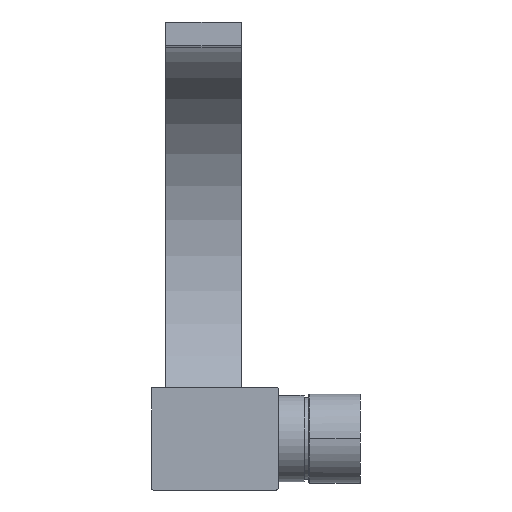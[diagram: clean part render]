
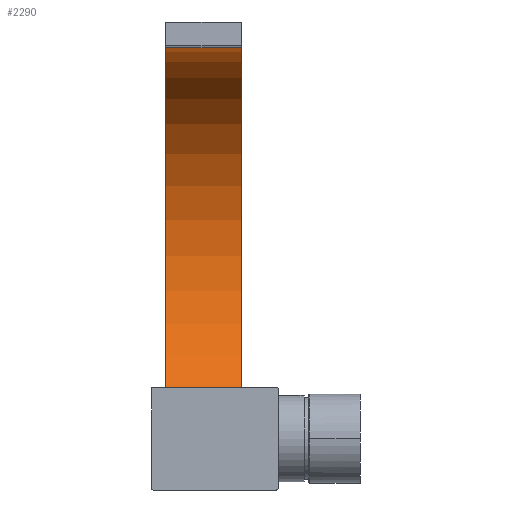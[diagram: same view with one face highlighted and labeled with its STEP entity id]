
A CAD part, front view. The second image highlights one B-rep face of the part: STEP entity #2290.
In plain terms, the highlighted cylindrical face has radius 94.5 mm (diameter 189 mm), a partial arc.
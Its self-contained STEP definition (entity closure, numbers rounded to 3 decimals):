
#4 = FACE_OUTER_BOUND ( 'NONE', #698, .T. ) ;
#41 = VERTEX_POINT ( 'NONE', #1501 ) ;
#117 = DIRECTION ( 'NONE',  ( 0., 0., -1. ) ) ;
#127 = DIRECTION ( 'NONE',  ( 1., 0., 0. ) ) ;
#212 = AXIS2_PLACEMENT_3D ( 'NONE', #1838, #127, #310 ) ;
#252 = VECTOR ( 'NONE', #1244, 1000. ) ;
#288 = ORIENTED_EDGE ( 'NONE', *, *, #1512, .F. ) ;
#300 = CARTESIAN_POINT ( 'NONE',  ( 17.5, 210.798, 194.442 ) ) ;
#310 = DIRECTION ( 'NONE',  ( 0., 0., -1. ) ) ;
#535 = EDGE_CURVE ( 'NONE', #1166, #1252, #1191, .T. ) ;
#572 = VECTOR ( 'NONE', #1287, 1000. ) ;
#642 = CARTESIAN_POINT ( 'NONE',  ( -17.5, 210.798, 194.442 ) ) ;
#698 = EDGE_LOOP ( 'NONE', ( #726, #1304, #288, #2146 ) ) ;
#726 = ORIENTED_EDGE ( 'NONE', *, *, #1365, .T. ) ;
#754 = CIRCLE ( 'NONE', #1763, 94.5 ) ;
#773 = CARTESIAN_POINT ( 'NONE',  ( -17.5, 207.5, 5.5 ) ) ;
#1166 = VERTEX_POINT ( 'NONE', #773 ) ;
#1176 = DIRECTION ( 'NONE',  ( 0., 0., -1. ) ) ;
#1191 = CIRCLE ( 'NONE', #1220, 94.5 ) ;
#1220 = AXIS2_PLACEMENT_3D ( 'NONE', #1375, #1356, #1176 ) ;
#1244 = DIRECTION ( 'NONE',  ( 1., 0., 0. ) ) ;
#1252 = VERTEX_POINT ( 'NONE', #642 ) ;
#1264 = DIRECTION ( 'NONE',  ( 1., 0., 0. ) ) ;
#1287 = DIRECTION ( 'NONE',  ( 1., 0., 0. ) ) ;
#1304 = ORIENTED_EDGE ( 'NONE', *, *, #2260, .T. ) ;
#1356 = DIRECTION ( 'NONE',  ( 1., 0., 0. ) ) ;
#1365 = EDGE_CURVE ( 'NONE', #1166, #41, #2283, .T. ) ;
#1375 = CARTESIAN_POINT ( 'NONE',  ( -17.5, 207.5, 100. ) ) ;
#1501 = CARTESIAN_POINT ( 'NONE',  ( 17.5, 207.5, 5.5 ) ) ;
#1512 = EDGE_CURVE ( 'NONE', #1252, #2284, #2046, .T. ) ;
#1763 = AXIS2_PLACEMENT_3D ( 'NONE', #2405, #1264, #117 ) ;
#1804 = CARTESIAN_POINT ( 'NONE',  ( -17.5, 207.5, 5.5 ) ) ;
#1838 = CARTESIAN_POINT ( 'NONE',  ( 0., 207.5, 100. ) ) ;
#1978 = CYLINDRICAL_SURFACE ( 'NONE', #212, 94.5 ) ;
#2046 = LINE ( 'NONE', #2424, #572 ) ;
#2146 = ORIENTED_EDGE ( 'NONE', *, *, #535, .F. ) ;
#2260 = EDGE_CURVE ( 'NONE', #41, #2284, #754, .T. ) ;
#2283 = LINE ( 'NONE', #1804, #252 ) ;
#2284 = VERTEX_POINT ( 'NONE', #300 ) ;
#2290 = ADVANCED_FACE ( 'NONE', ( #4 ), #1978, .F. ) ;
#2405 = CARTESIAN_POINT ( 'NONE',  ( 17.5, 207.5, 100. ) ) ;
#2424 = CARTESIAN_POINT ( 'NONE',  ( -17.5, 210.798, 194.442 ) ) ;
